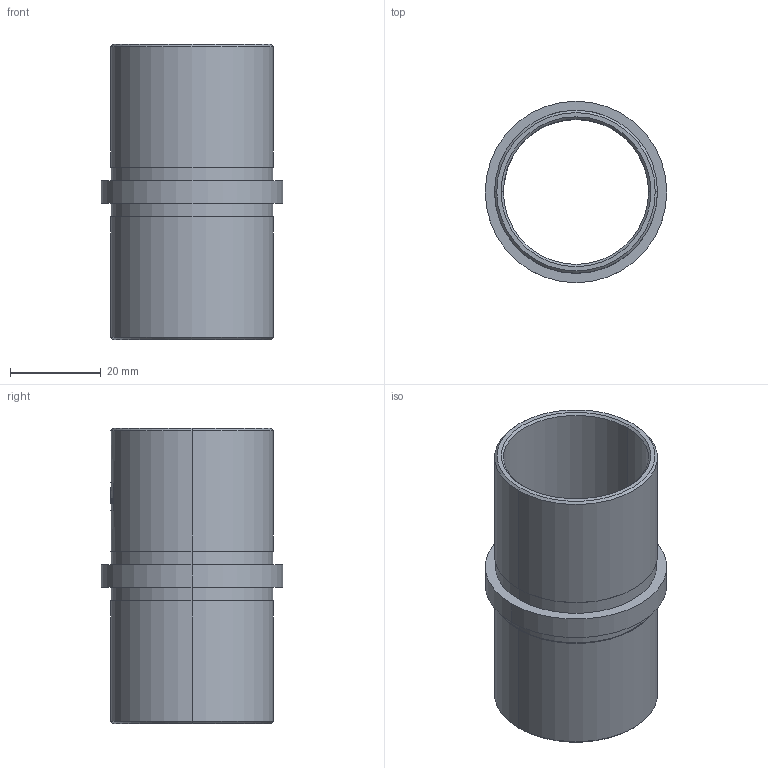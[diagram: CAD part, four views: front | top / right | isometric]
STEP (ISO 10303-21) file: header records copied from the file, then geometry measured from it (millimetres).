
FILE_DESCRIPTION (( 'STEP AP203' ), '1' );
FILE_NAME ('50042-240-40.step', '2018-07-16T13:04:46', ( '' ), ( '' ), 'SwSTEP 2.0', 'SolidWorks 2015', '' );
FILE_SCHEMA (( 'CONFIG_CONTROL_DESIGN' ));
Length unit declared in the file: millimetre
Products named in the file (1): 50042-240-40
Bounding box: 40 x 40 x 65 mm (x, y, z)
Volume: 14545.7 mm3; surface area: 14811.8 mm2
Topology: 1 solids, 1 shells, 464 faces, 1232 edges, 808 vertices
Faces by surface type: plane 205, bspline 177, cylinder 74, cone 8
Entity records: 21971 total; most frequent: CARTESIAN_POINT 11712, ORIENTED_EDGE 2464, DIRECTION 1536, EDGE_CURVE 1232, VERTEX_POINT 808, LINE 576, VECTOR 576, EDGE_LOOP 504
